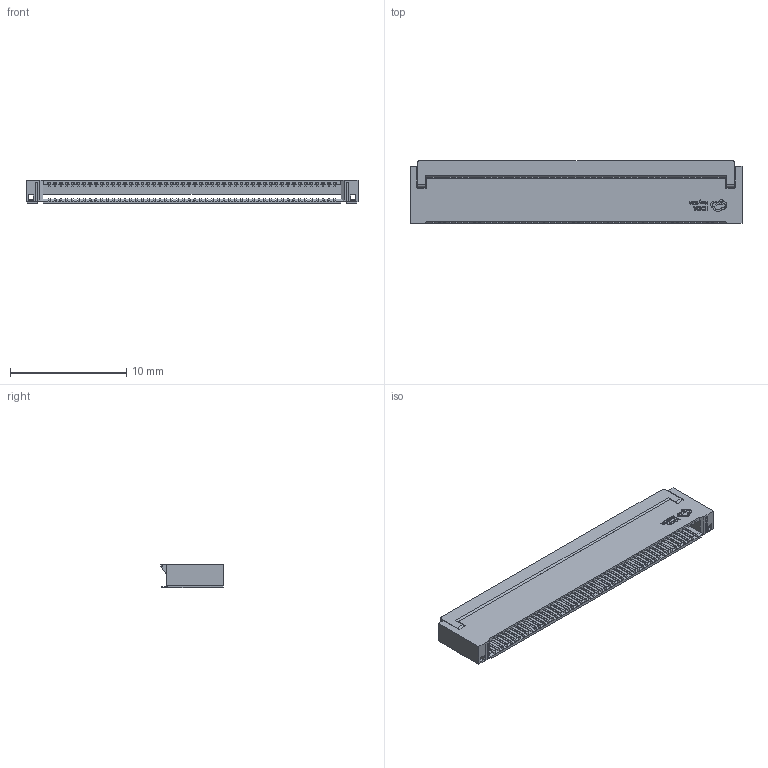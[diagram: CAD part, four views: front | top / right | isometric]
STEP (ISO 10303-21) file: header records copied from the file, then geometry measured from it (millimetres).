
FILE_DESCRIPTION (( 'STEP AP214' ), '1' );
FILE_NAME ('FPC-SMD_50P-P0.50_FPC-05FB-50PH20.step', '2022-07-06T11:12:57', ( '' ), ( '' ), 'SwSTEP 2.0', 'SolidWorks 2020', '' );
FILE_SCHEMA (( 'AUTOMOTIVE_DESIGN' ));
Length unit declared in the file: millimetre
Products named in the file (1): FPC-SMD_50P-P0.50_FPC-05FB-50PH20
Bounding box: 28.5 x 5.4 x 2.01 mm (x, y, z)
Volume: 124.3 mm3; surface area: 1218.9 mm2
Topology: 104 solids, 104 shells, 1760 faces, 4598 edges, 3064 vertices
Faces by surface type: plane 1578, bspline 110, cylinder 72
Entity records: 74737 total; most frequent: CARTESIAN_POINT 11611, ORIENTED_EDGE 9196, DIRECTION 7816, EDGE_CURVE 4598, VECTOR 4230, LINE 4230, VERTEX_POINT 3064, UNCERTAINTY_MEASURE_WITH_UNIT 1866
